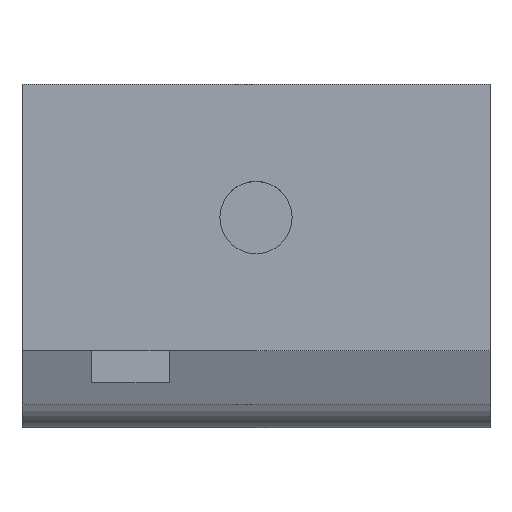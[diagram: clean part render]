
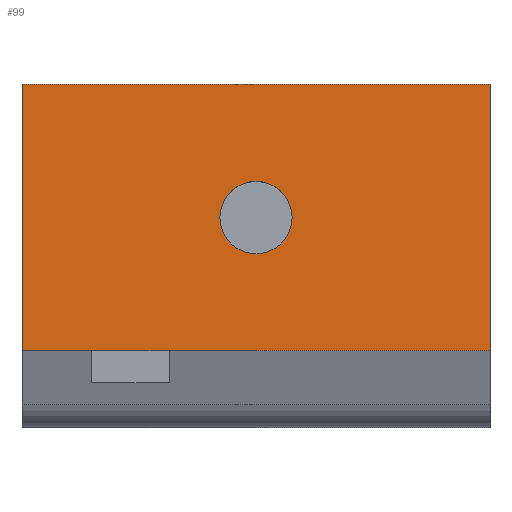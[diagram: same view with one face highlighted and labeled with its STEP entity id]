
A CAD part, top view. The second image highlights one B-rep face of the part: STEP entity #99.
In plain terms, the highlighted planar face has unit normal (0, 0, 1).
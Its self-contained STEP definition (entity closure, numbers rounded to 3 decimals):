
#13 = DIRECTION ( 'NONE',  ( 0., 0., 1. ) ) ;
#21 = FACE_OUTER_BOUND ( 'NONE', #301, .T. ) ;
#24 = CARTESIAN_POINT ( 'NONE',  ( 0., -14., 26.5 ) ) ;
#37 = CARTESIAN_POINT ( 'NONE',  ( 0., 0., 26.5 ) ) ;
#38 = DIRECTION ( 'NONE',  ( 0., 0., 1. ) ) ;
#61 = LINE ( 'NONE', #548, #105 ) ;
#99 = ADVANCED_FACE ( 'NONE', ( #310, #21 ), #735, .T. ) ;
#105 = VECTOR ( 'NONE', #492, 1000. ) ;
#126 = DIRECTION ( 'NONE',  ( 1., 0., 0. ) ) ;
#153 = DIRECTION ( 'NONE',  ( 1., 0., 0. ) ) ;
#154 = CARTESIAN_POINT ( 'NONE',  ( 14.2, -7., 26.5 ) ) ;
#163 = DIRECTION ( 'NONE',  ( 1., 0., 0. ) ) ;
#177 = EDGE_LOOP ( 'NONE', ( #545, #694 ) ) ;
#180 = VERTEX_POINT ( 'NONE', #24 ) ;
#184 = VERTEX_POINT ( 'NONE', #265 ) ;
#189 = CARTESIAN_POINT ( 'NONE',  ( 0., 0., 26.5 ) ) ;
#206 = EDGE_CURVE ( 'NONE', #180, #509, #341, .T. ) ;
#219 = EDGE_CURVE ( 'NONE', #600, #278, #547, .T. ) ;
#241 = EDGE_CURVE ( 'NONE', #483, #180, #284, .T. ) ;
#265 = CARTESIAN_POINT ( 'NONE',  ( 24.6, 0., 26.5 ) ) ;
#273 = ORIENTED_EDGE ( 'NONE', *, *, #206, .T. ) ;
#278 = VERTEX_POINT ( 'NONE', #154 ) ;
#284 = LINE ( 'NONE', #464, #613 ) ;
#301 = EDGE_LOOP ( 'NONE', ( #407, #273, #421, #716 ) ) ;
#310 = FACE_BOUND ( 'NONE', #177, .T. ) ;
#333 = CARTESIAN_POINT ( 'NONE',  ( 12.3, -7., 26.5 ) ) ;
#336 = CIRCLE ( 'NONE', #433, 1.9 ) ;
#340 = LINE ( 'NONE', #37, #751 ) ;
#341 = LINE ( 'NONE', #582, #370 ) ;
#348 = CARTESIAN_POINT ( 'NONE',  ( 12.3, -7., 26.5 ) ) ;
#370 = VECTOR ( 'NONE', #591, 1000. ) ;
#387 = DIRECTION ( 'NONE',  ( -1., 0., 0. ) ) ;
#392 = CARTESIAN_POINT ( 'NONE',  ( 24.6, -14., 26.5 ) ) ;
#407 = ORIENTED_EDGE ( 'NONE', *, *, #241, .T. ) ;
#421 = ORIENTED_EDGE ( 'NONE', *, *, #469, .T. ) ;
#433 = AXIS2_PLACEMENT_3D ( 'NONE', #333, #575, #153 ) ;
#464 = CARTESIAN_POINT ( 'NONE',  ( 0., 0., 26.5 ) ) ;
#469 = EDGE_CURVE ( 'NONE', #509, #184, #61, .T. ) ;
#479 = EDGE_CURVE ( 'NONE', #184, #483, #340, .T. ) ;
#483 = VERTEX_POINT ( 'NONE', #758 ) ;
#492 = DIRECTION ( 'NONE',  ( 0., 1., 0. ) ) ;
#499 = EDGE_CURVE ( 'NONE', #278, #600, #336, .T. ) ;
#509 = VERTEX_POINT ( 'NONE', #392 ) ;
#519 = AXIS2_PLACEMENT_3D ( 'NONE', #189, #13, #126 ) ;
#545 = ORIENTED_EDGE ( 'NONE', *, *, #499, .F. ) ;
#547 = CIRCLE ( 'NONE', #738, 1.9 ) ;
#548 = CARTESIAN_POINT ( 'NONE',  ( 24.6, 0., 26.5 ) ) ;
#575 = DIRECTION ( 'NONE',  ( 0., 0., 1. ) ) ;
#582 = CARTESIAN_POINT ( 'NONE',  ( 0., -14., 26.5 ) ) ;
#591 = DIRECTION ( 'NONE',  ( 1., 0., 0. ) ) ;
#600 = VERTEX_POINT ( 'NONE', #666 ) ;
#613 = VECTOR ( 'NONE', #644, 1000. ) ;
#644 = DIRECTION ( 'NONE',  ( 0., -1., 0. ) ) ;
#666 = CARTESIAN_POINT ( 'NONE',  ( 10.4, -7., 26.5 ) ) ;
#694 = ORIENTED_EDGE ( 'NONE', *, *, #219, .F. ) ;
#716 = ORIENTED_EDGE ( 'NONE', *, *, #479, .T. ) ;
#735 = PLANE ( 'NONE',  #519 ) ;
#738 = AXIS2_PLACEMENT_3D ( 'NONE', #348, #38, #163 ) ;
#751 = VECTOR ( 'NONE', #387, 1000. ) ;
#758 = CARTESIAN_POINT ( 'NONE',  ( 0., 0., 26.5 ) ) ;
